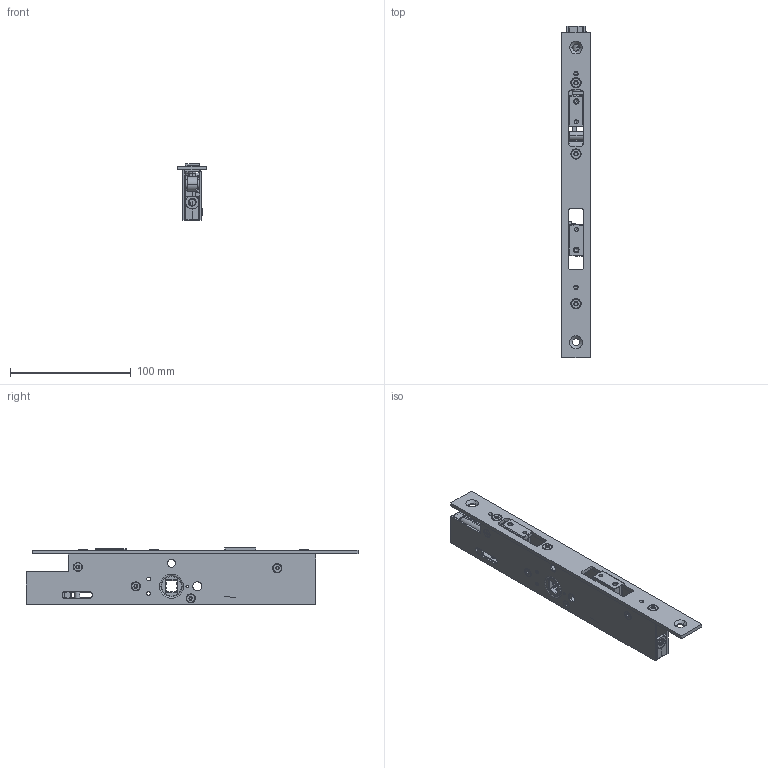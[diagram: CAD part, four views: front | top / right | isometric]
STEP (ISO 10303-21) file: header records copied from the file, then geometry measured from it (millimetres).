
FILE_DESCRIPTION((''),'2;1');
FILE_NAME('B-1890X-00-X-X_D30_F24X3_ASM','2014-08-01T',('ZoschkeSusanne'),(''),'PRO/ENGINEER BY PARAMETRIC TECHNOLOGY CORPORATION, 2013130','PRO/ENGINEER BY PARAMETRIC TECHNOLOGY CORPORATION, 2013130','');
FILE_SCHEMA(('AUTOMOTIVE_DESIGN_CC2 { 1 2 10303 214 -1 1 5 2 }'));
Products named in the file (40): X16120000; X00539002; X01391010; X00212000; Y16120020_AF0_ASM; XSN0381XX_AF9; C96197002_AF0; C96197002_AF1; C96197002_AF2; C01737001_AF0; C01737001_AF1; X16516000_AF9; X00052000_A1_AF0; X16517000_AF9; X16976000_AF9; X16321000; X16320000; Y16321100_AF0_ASM; X16971000_AF10; X16975000_AF0; X16975005_AF0; C95179007_AF2; C95179007_AF3; Y16975010_AF13_ASM; X00050000_L1_AF0; X16972000_AF0; X03353010_AF0; Y16972010_AF16_ASM; X16421000; X16420000; Y16421100_AF0_ASM; X17907000_AF14; X00051000_A1_AF0; X16978000_AF15; X16220000_AF0; X01822001_AF0; X01822001_AF1; X01822001_AF2; X01822001_AF3; B-1890X-00-X-X_D30_F24X3_ASM
Assembly tree (45 placements, depth 3):
  B-1890X-00-X-X_D30_F24X3_ASM
    Y16120020_AF0_ASM
      X16120000
      X00539002  x2
      X01391010
      X00212000  x4
    XSN0381XX_AF9
    C96197002_AF0
    C96197002_AF1
    C96197002_AF2
    C01737001_AF0
    C01737001_AF1
    X16516000_AF9
    X00052000_A1_AF0
    X16517000_AF9
    X16976000_AF9
    Y16321100_AF0_ASM
      X16321000
      X16320000
    X16971000_AF10
    Y16975010_AF13_ASM
      X16975000_AF0
      X16975005_AF0
      C95179007_AF2
      C95179007_AF3
    X00050000_L1_AF0
    Y16972010_AF16_ASM
      X16972000_AF0
      X03353010_AF0
    Y16421100_AF0_ASM
      X16421000
      X16420000
    X17907000_AF14
    X00051000_A1_AF0
    X16978000_AF15
    X16220000_AF0
    X01822001_AF0
    X01822001_AF1
    X01822001_AF2
    X01822001_AF3
    X16320000
    X16420000
Bounding box: 24 x 275 x 47 mm (x, y, z)
Volume: 62645 mm3; surface area: 78577.6 mm2
Topology: 58 solids, 101 shells, 2004 faces, 4802 edges, 2967 vertices
Faces by surface type: plane 832, cylinder 677, bspline 157, cone 148, torus 131, sphere 54, extrusion 5
Entity records: 62531 total; most frequent: CARTESIAN_POINT 14306, DIRECTION 8104, ORIENTED_EDGE 7516, EDGE_CURVE 3834, PRESENTATION_STYLE_ASSIGNMENT 3169, STYLED_ITEM 3161, CURVE_STYLE 3078, AXIS2_PLACEMENT_3D 3022
